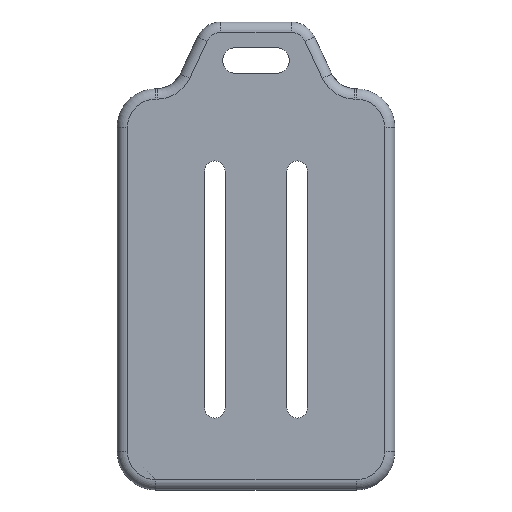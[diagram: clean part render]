
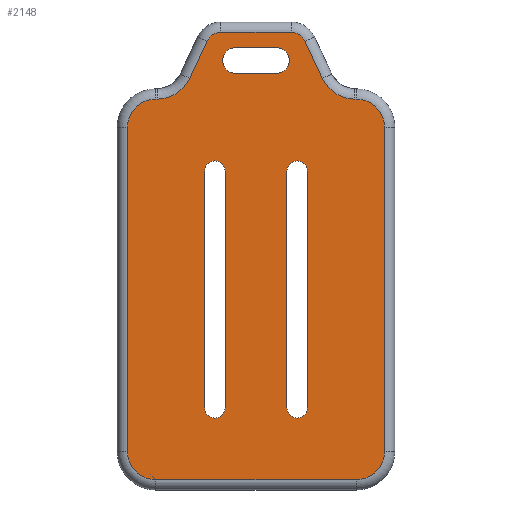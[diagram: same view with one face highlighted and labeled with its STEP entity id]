
A CAD part, front view. The second image highlights one B-rep face of the part: STEP entity #2148.
In plain terms, the highlighted planar face has unit normal (0, -1, 0).
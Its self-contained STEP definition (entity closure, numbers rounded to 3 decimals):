
#48=CARTESIAN_POINT('',(19.5,0.,-31.5));
#49=DIRECTION('',(0.,-1.,0.));
#50=DIRECTION('',(0.,0.,-1.));
#51=AXIS2_PLACEMENT_3D('',#48,#49,#50);
#57=DIRECTION('',(1.,0.,0.));
#58=VECTOR('',#57,39.);
#59=CARTESIAN_POINT('',(-19.5,0.,-37.));
#60=LINE('',#59,#58);
#64=CARTESIAN_POINT('',(-19.5,0.,-31.5));
#65=DIRECTION('',(0.,-1.,0.));
#66=DIRECTION('',(-1.,0.,0.));
#67=AXIS2_PLACEMENT_3D('',#64,#65,#66);
#72=DIRECTION('',(0.,0.,-1.));
#73=VECTOR('',#72,63.);
#74=CARTESIAN_POINT('',(-25.,0.,31.5));
#75=LINE('',#74,#73);
#79=CARTESIAN_POINT('',(-19.5,0.,31.5));
#80=DIRECTION('',(0.,-1.,0.));
#81=DIRECTION('',(0.,0.,1.));
#82=AXIS2_PLACEMENT_3D('',#79,#80,#81);
#87=DIRECTION('',(-1.,0.,0.));
#88=VECTOR('',#87,0.253);
#89=CARTESIAN_POINT('',(-19.247,0.,37.));
#90=LINE('',#89,#88);
#94=CARTESIAN_POINT('',(-19.247,0.,44.));
#95=DIRECTION('',(0.,1.,0.));
#96=DIRECTION('',(0.906,0.,-0.423));
#97=AXIS2_PLACEMENT_3D('',#94,#95,#96);
#102=DIRECTION('',(-0.423,0.,-0.906));
#103=VECTOR('',#102,7.973);
#104=CARTESIAN_POINT('',(-9.534,0.,48.268));
#105=LINE('',#104,#103);
#109=CARTESIAN_POINT('',(-6.815,0.,47.));
#110=DIRECTION('',(0.,-1.,0.));
#111=DIRECTION('',(0.,0.,1.));
#112=AXIS2_PLACEMENT_3D('',#109,#110,#111);
#117=DIRECTION('',(-1.,0.,0.));
#118=VECTOR('',#117,13.629);
#119=CARTESIAN_POINT('',(6.815,0.,50.));
#120=LINE('',#119,#118);
#124=CARTESIAN_POINT('',(6.815,0.,47.));
#125=DIRECTION('',(0.,-1.,0.));
#126=DIRECTION('',(0.906,0.,0.423));
#127=AXIS2_PLACEMENT_3D('',#124,#125,#126);
#132=DIRECTION('',(-0.423,0.,0.906));
#133=VECTOR('',#132,7.973);
#134=CARTESIAN_POINT('',(12.903,0.,41.042));
#135=LINE('',#134,#133);
#139=CARTESIAN_POINT('',(19.247,0.,44.));
#140=DIRECTION('',(0.,1.,0.));
#141=DIRECTION('',(0.,0.,-1.));
#142=AXIS2_PLACEMENT_3D('',#139,#140,#141);
#147=DIRECTION('',(-1.,0.,0.));
#148=VECTOR('',#147,0.253);
#149=CARTESIAN_POINT('',(19.5,0.,37.));
#150=LINE('',#149,#148);
#154=CARTESIAN_POINT('',(19.5,0.,31.5));
#155=DIRECTION('',(0.,-1.,0.));
#156=DIRECTION('',(1.,0.,0.));
#157=AXIS2_PLACEMENT_3D('',#154,#155,#156);
#162=DIRECTION('',(0.,0.,1.));
#163=VECTOR('',#162,63.);
#164=CARTESIAN_POINT('',(25.,0.,-31.5));
#165=LINE('',#164,#163);
#169=DIRECTION('',(-1.,0.,0.));
#170=VECTOR('',#169,8.);
#171=CARTESIAN_POINT('',(4.,0.,47.));
#172=LINE('',#171,#170);
#176=CARTESIAN_POINT('',(-4.,0.,44.5));
#177=DIRECTION('',(0.,-1.,0.));
#178=DIRECTION('',(0.,0.,1.));
#179=AXIS2_PLACEMENT_3D('',#176,#177,#178);
#184=DIRECTION('',(1.,0.,0.));
#185=VECTOR('',#184,8.);
#186=CARTESIAN_POINT('',(-4.,0.,42.));
#187=LINE('',#186,#185);
#191=CARTESIAN_POINT('',(4.,0.,44.5));
#192=DIRECTION('',(0.,-1.,0.));
#193=DIRECTION('',(0.,0.,-1.));
#194=AXIS2_PLACEMENT_3D('',#191,#192,#193);
#199=DIRECTION('',(0.,0.,-1.));
#200=VECTOR('',#199,46.);
#201=CARTESIAN_POINT('',(-6.,0.,23.));
#202=LINE('',#201,#200);
#206=CARTESIAN_POINT('',(-8.,0.,23.));
#207=DIRECTION('',(0.,-1.,0.));
#208=DIRECTION('',(1.,0.,0.));
#209=AXIS2_PLACEMENT_3D('',#206,#207,#208);
#214=DIRECTION('',(0.,0.,1.));
#215=VECTOR('',#214,46.);
#216=CARTESIAN_POINT('',(-10.,0.,-23.));
#217=LINE('',#216,#215);
#221=CARTESIAN_POINT('',(-8.,0.,-23.));
#222=DIRECTION('',(0.,-1.,0.));
#223=DIRECTION('',(-1.,0.,0.));
#224=AXIS2_PLACEMENT_3D('',#221,#222,#223);
#229=CARTESIAN_POINT('',(8.,0.,-23.));
#230=DIRECTION('',(0.,-1.,0.));
#231=DIRECTION('',(-1.,0.,0.));
#232=AXIS2_PLACEMENT_3D('',#229,#230,#231);
#237=DIRECTION('',(0.,0.,-1.));
#238=VECTOR('',#237,46.);
#239=CARTESIAN_POINT('',(10.,0.,23.));
#240=LINE('',#239,#238);
#244=CARTESIAN_POINT('',(8.,0.,23.));
#245=DIRECTION('',(0.,-1.,0.));
#246=DIRECTION('',(1.,0.,0.));
#247=AXIS2_PLACEMENT_3D('',#244,#245,#246);
#252=DIRECTION('',(0.,0.,1.));
#253=VECTOR('',#252,46.);
#254=CARTESIAN_POINT('',(6.,0.,-23.));
#255=LINE('',#254,#253);
#1839=CARTESIAN_POINT('',(19.5,0.,-37.));
#1840=CARTESIAN_POINT('',(25.,0.,-31.5));
#1841=VERTEX_POINT('',#1839);
#1842=VERTEX_POINT('',#1840);
#1847=CARTESIAN_POINT('',(25.,0.,31.5));
#1848=VERTEX_POINT('',#1847);
#1851=CARTESIAN_POINT('',(19.5,0.,37.));
#1852=VERTEX_POINT('',#1851);
#1855=CARTESIAN_POINT('',(-19.247,0.,37.));
#1856=CARTESIAN_POINT('',(-19.5,0.,37.));
#1857=VERTEX_POINT('',#1855);
#1858=VERTEX_POINT('',#1856);
#1863=CARTESIAN_POINT('',(-25.,0.,31.5));
#1864=VERTEX_POINT('',#1863);
#1867=CARTESIAN_POINT('',(-25.,0.,-31.5));
#1868=VERTEX_POINT('',#1867);
#1871=CARTESIAN_POINT('',(-19.5,0.,-37.));
#1872=VERTEX_POINT('',#1871);
#1907=CARTESIAN_POINT('',(4.,0.,47.));
#1908=CARTESIAN_POINT('',(-4.,0.,47.));
#1909=VERTEX_POINT('',#1907);
#1910=VERTEX_POINT('',#1908);
#1911=CARTESIAN_POINT('',(-4.,0.,42.));
#1912=VERTEX_POINT('',#1911);
#1913=CARTESIAN_POINT('',(4.,0.,42.));
#1914=VERTEX_POINT('',#1913);
#1923=CARTESIAN_POINT('',(19.247,0.,37.));
#1924=VERTEX_POINT('',#1923);
#1927=CARTESIAN_POINT('',(12.903,0.,41.042));
#1928=VERTEX_POINT('',#1927);
#1931=CARTESIAN_POINT('',(9.534,0.,48.268));
#1932=VERTEX_POINT('',#1931);
#1935=CARTESIAN_POINT('',(6.815,0.,50.));
#1936=VERTEX_POINT('',#1935);
#1939=CARTESIAN_POINT('',(-6.815,0.,50.));
#1940=VERTEX_POINT('',#1939);
#1943=CARTESIAN_POINT('',(-9.534,0.,48.268));
#1944=VERTEX_POINT('',#1943);
#1947=CARTESIAN_POINT('',(-12.903,0.,41.042));
#1948=VERTEX_POINT('',#1947);
#2048=CARTESIAN_POINT('',(-10.,0.,23.));
#2050=VERTEX_POINT('',#2048);
#2052=CARTESIAN_POINT('',(-6.,0.,23.));
#2054=VERTEX_POINT('',#2052);
#2056=CARTESIAN_POINT('',(-10.,0.,-23.));
#2058=VERTEX_POINT('',#2056);
#2060=CARTESIAN_POINT('',(-6.,0.,-23.));
#2062=VERTEX_POINT('',#2060);
#2064=CARTESIAN_POINT('',(10.,0.,-23.));
#2066=VERTEX_POINT('',#2064);
#2068=CARTESIAN_POINT('',(6.,0.,-23.));
#2070=VERTEX_POINT('',#2068);
#2072=CARTESIAN_POINT('',(10.,0.,23.));
#2074=VERTEX_POINT('',#2072);
#2076=CARTESIAN_POINT('',(6.,0.,23.));
#2078=VERTEX_POINT('',#2076);
#2079=CARTESIAN_POINT('',(0.,0.,0.));
#2080=DIRECTION('',(0.,1.,0.));
#2081=DIRECTION('',(1.,0.,0.));
#2082=AXIS2_PLACEMENT_3D('',#2079,#2080,#2081);
#2083=PLANE('',#2082);
#2085=ORIENTED_EDGE('',*,*,#2084,.F.);
#2087=ORIENTED_EDGE('',*,*,#2086,.F.);
#2089=ORIENTED_EDGE('',*,*,#2088,.F.);
#2091=ORIENTED_EDGE('',*,*,#2090,.F.);
#2093=ORIENTED_EDGE('',*,*,#2092,.F.);
#2095=ORIENTED_EDGE('',*,*,#2094,.F.);
#2097=ORIENTED_EDGE('',*,*,#2096,.F.);
#2099=ORIENTED_EDGE('',*,*,#2098,.F.);
#2101=ORIENTED_EDGE('',*,*,#2100,.F.);
#2103=ORIENTED_EDGE('',*,*,#2102,.F.);
#2105=ORIENTED_EDGE('',*,*,#2104,.F.);
#2107=ORIENTED_EDGE('',*,*,#2106,.F.);
#2109=ORIENTED_EDGE('',*,*,#2108,.F.);
#2111=ORIENTED_EDGE('',*,*,#2110,.F.);
#2113=ORIENTED_EDGE('',*,*,#2112,.F.);
#2115=ORIENTED_EDGE('',*,*,#2114,.F.);
#2116=EDGE_LOOP('',(#2085,#2087,#2089,#2091,#2093,#2095,#2097,#2099,#2101,#2103,
#2105,#2107,#2109,#2111,#2113,#2115));
#2117=FACE_OUTER_BOUND('',#2116,.F.);
#2119=ORIENTED_EDGE('',*,*,#2118,.T.);
#2121=ORIENTED_EDGE('',*,*,#2120,.T.);
#2123=ORIENTED_EDGE('',*,*,#2122,.T.);
#2125=ORIENTED_EDGE('',*,*,#2124,.T.);
#2126=EDGE_LOOP('',(#2119,#2121,#2123,#2125));
#2127=FACE_BOUND('',#2126,.F.);
#2129=ORIENTED_EDGE('',*,*,#2128,.F.);
#2131=ORIENTED_EDGE('',*,*,#2130,.T.);
#2133=ORIENTED_EDGE('',*,*,#2132,.F.);
#2135=ORIENTED_EDGE('',*,*,#2134,.T.);
#2136=EDGE_LOOP('',(#2129,#2131,#2133,#2135));
#2137=FACE_BOUND('',#2136,.F.);
#2139=ORIENTED_EDGE('',*,*,#2138,.T.);
#2141=ORIENTED_EDGE('',*,*,#2140,.F.);
#2143=ORIENTED_EDGE('',*,*,#2142,.T.);
#2145=ORIENTED_EDGE('',*,*,#2144,.F.);
#2146=EDGE_LOOP('',(#2139,#2141,#2143,#2145));
#2147=FACE_BOUND('',#2146,.F.);
#52=CIRCLE('',#51,5.5);
#68=CIRCLE('',#67,5.5);
#83=CIRCLE('',#82,5.5);
#98=CIRCLE('',#97,7.);
#113=CIRCLE('',#112,3.);
#128=CIRCLE('',#127,3.);
#143=CIRCLE('',#142,7.);
#158=CIRCLE('',#157,5.5);
#180=CIRCLE('',#179,2.5);
#195=CIRCLE('',#194,2.5);
#210=CIRCLE('',#209,2.);
#225=CIRCLE('',#224,2.);
#233=CIRCLE('',#232,2.);
#248=CIRCLE('',#247,2.);
#2084=EDGE_CURVE('',#1841,#1842,#52,.T.);
#2086=EDGE_CURVE('',#1872,#1841,#60,.T.);
#2088=EDGE_CURVE('',#1868,#1872,#68,.T.);
#2090=EDGE_CURVE('',#1864,#1868,#75,.T.);
#2092=EDGE_CURVE('',#1858,#1864,#83,.T.);
#2094=EDGE_CURVE('',#1857,#1858,#90,.T.);
#2096=EDGE_CURVE('',#1948,#1857,#98,.T.);
#2098=EDGE_CURVE('',#1944,#1948,#105,.T.);
#2100=EDGE_CURVE('',#1940,#1944,#113,.T.);
#2102=EDGE_CURVE('',#1936,#1940,#120,.T.);
#2104=EDGE_CURVE('',#1932,#1936,#128,.T.);
#2106=EDGE_CURVE('',#1928,#1932,#135,.T.);
#2108=EDGE_CURVE('',#1924,#1928,#143,.T.);
#2110=EDGE_CURVE('',#1852,#1924,#150,.T.);
#2112=EDGE_CURVE('',#1848,#1852,#158,.T.);
#2114=EDGE_CURVE('',#1842,#1848,#165,.T.);
#2118=EDGE_CURVE('',#1909,#1910,#172,.T.);
#2120=EDGE_CURVE('',#1910,#1912,#180,.T.);
#2122=EDGE_CURVE('',#1912,#1914,#187,.T.);
#2124=EDGE_CURVE('',#1914,#1909,#195,.T.);
#2128=EDGE_CURVE('',#2054,#2062,#202,.T.);
#2130=EDGE_CURVE('',#2054,#2050,#210,.T.);
#2132=EDGE_CURVE('',#2058,#2050,#217,.T.);
#2134=EDGE_CURVE('',#2058,#2062,#225,.T.);
#2138=EDGE_CURVE('',#2070,#2066,#233,.T.);
#2140=EDGE_CURVE('',#2074,#2066,#240,.T.);
#2142=EDGE_CURVE('',#2074,#2078,#248,.T.);
#2144=EDGE_CURVE('',#2070,#2078,#255,.T.);
#2148=ADVANCED_FACE('',(#2117,#2127,#2137,#2147),#2083,.F.);
